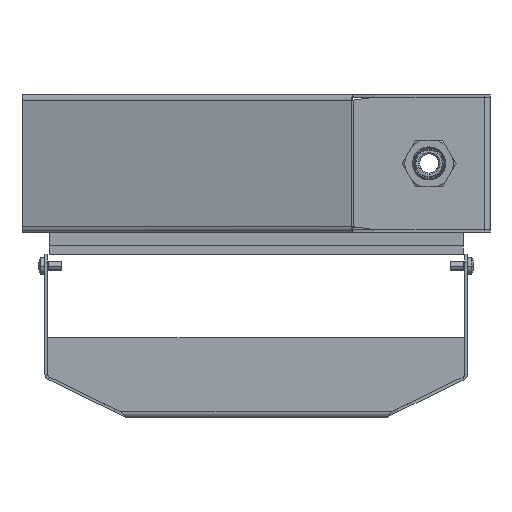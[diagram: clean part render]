
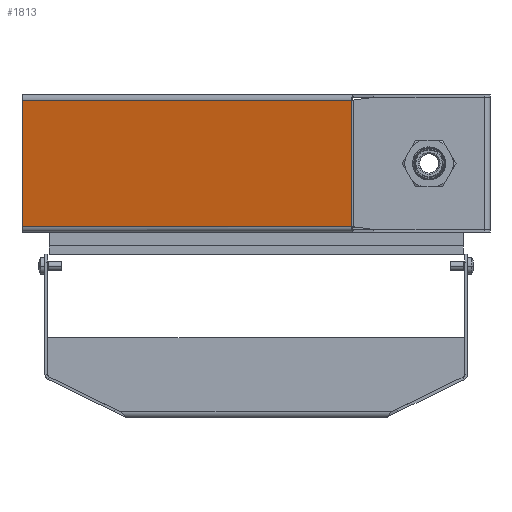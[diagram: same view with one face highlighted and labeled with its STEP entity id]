
A CAD part, front view. The second image highlights one B-rep face of the part: STEP entity #1813.
In plain terms, the highlighted planar face has unit normal (-0.259, -0.966, 0).
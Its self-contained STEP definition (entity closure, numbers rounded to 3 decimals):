
#142=CARTESIAN_POINT('',(-85.,7.154,-23.));
#144=DIRECTION('',(0.966,-0.259,0.));
#145=VECTOR('',#144,123.97);
#146=CARTESIAN_POINT('',(-85.,7.154,-23.));
#147=LINE('',#146,#145);
#366=CARTESIAN_POINT('',(34.746,-24.932,23.));
#384=DIRECTION('',(0.,0.,1.));
#385=VECTOR('',#384,46.);
#386=CARTESIAN_POINT('',(34.746,-24.932,-23.));
#387=LINE('',#386,#385);
#574=DIRECTION('',(0.,0.,-1.));
#575=VECTOR('',#574,46.);
#576=CARTESIAN_POINT('',(-85.,7.154,23.));
#577=LINE('',#576,#575);
#586=DIRECTION('',(-0.966,0.259,0.));
#587=VECTOR('',#586,123.97);
#588=CARTESIAN_POINT('',(34.746,-24.932,23.));
#589=LINE('',#588,#587);
#863=CARTESIAN_POINT('',(34.746,-24.932,-23.));
#864=VERTEX_POINT('',#863);
#867=VERTEX_POINT('',#142);
#875=VERTEX_POINT('',#366);
#926=CARTESIAN_POINT('',(-85.,7.154,23.));
#927=VERTEX_POINT('',#926);
#1800=CARTESIAN_POINT('',(-85.,7.154,-25.));
#1801=DIRECTION('',(-0.259,-0.966,0.));
#1802=DIRECTION('',(0.966,-0.259,0.));
#1803=AXIS2_PLACEMENT_3D('',#1800,#1801,#1802);
#1804=PLANE('',#1803);
#1805=ORIENTED_EDGE('',*,*,#1476,.F.);
#1806=ORIENTED_EDGE('',*,*,#1142,.F.);
#1808=ORIENTED_EDGE('',*,*,#1807,.F.);
#1810=ORIENTED_EDGE('',*,*,#1809,.F.);
#1811=EDGE_LOOP('',(#1805,#1806,#1808,#1810));
#1812=FACE_OUTER_BOUND('',#1811,.F.);
#1813=ADVANCED_FACE('',(#1812),#1804,.T.);
#1142=EDGE_CURVE('',#867,#864,#147,.T.);
#1476=EDGE_CURVE('',#864,#875,#387,.T.);
#1807=EDGE_CURVE('',#927,#867,#577,.T.);
#1809=EDGE_CURVE('',#875,#927,#589,.T.);
